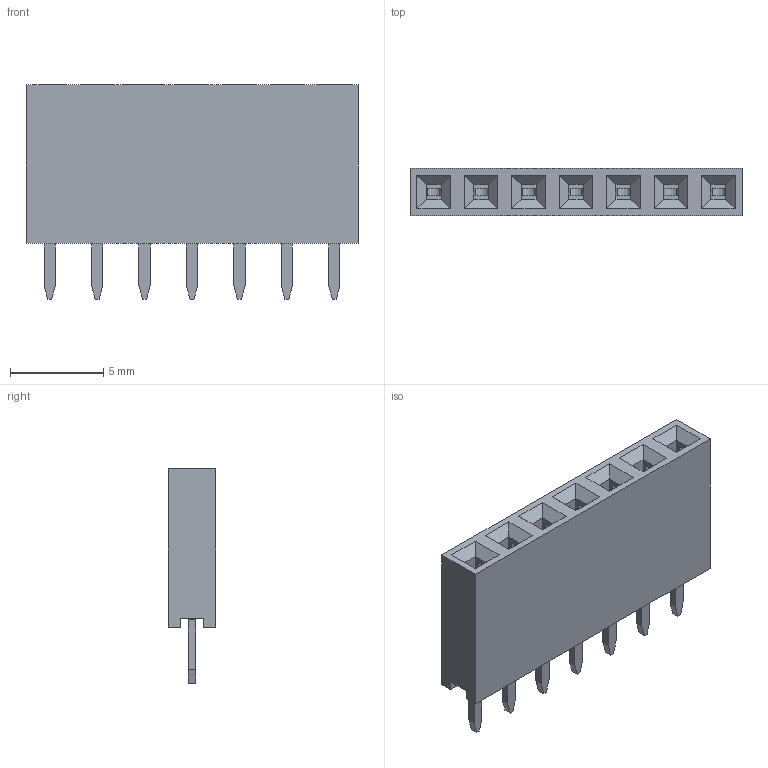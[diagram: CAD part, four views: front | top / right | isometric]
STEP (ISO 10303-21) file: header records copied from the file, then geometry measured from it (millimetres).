
FILE_DESCRIPTION(('STEP AP214'), '1');
FILE_NAME('PBS', '', ('UNSPECIFIED'), ('UNSPECIFIED'), 'ASCON STEP Converter 1.6', 'ASCON Math Kernel', '');
FILE_SCHEMA(('AUTOMOTIVE_DESIGN { 1 0 10303 214 3 1 1}'));
Length unit declared in the file: millimetre
Bounding box: 17.78 x 2.54 x 11.5 mm (x, y, z)
Volume: 342.3 mm3; surface area: 757.6 mm2
Topology: 1 solids, 1 shells, 388 faces, 1060 edges, 660 vertices
Faces by surface type: plane 339, cylinder 49
Entity records: 15150 total; most frequent: ORIENTED_EDGE 2120, CARTESIAN_POINT 2109, DIRECTION 1964, EDGE_CURVE 1060, LINE 934, VECTOR 934, VERTEX_POINT 660, AXIS2_PLACEMENT_3D 515
